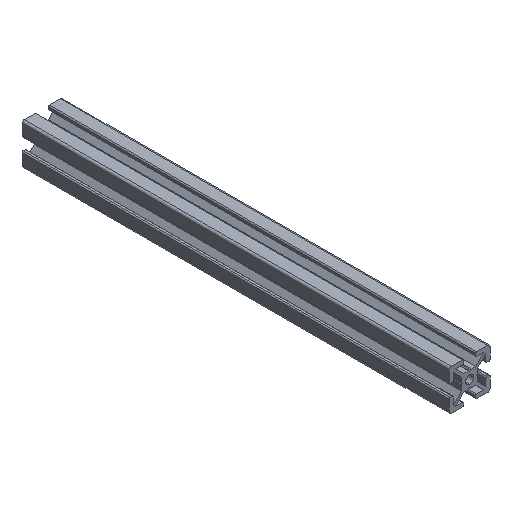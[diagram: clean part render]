
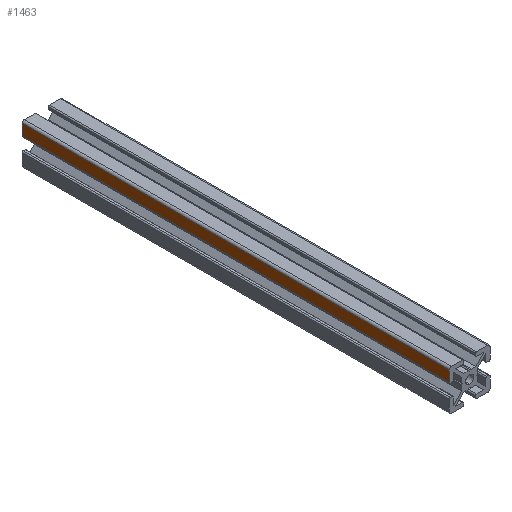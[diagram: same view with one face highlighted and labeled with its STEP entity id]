
A CAD part, isometric view. The second image highlights one B-rep face of the part: STEP entity #1463.
In plain terms, the highlighted planar face has unit normal (-1, 0, 0).
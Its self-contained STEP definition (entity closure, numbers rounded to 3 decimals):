
#88 = LINE ( 'NONE', #719, #2180 ) ;
#176 = CARTESIAN_POINT ( 'NONE',  ( 0., 0., 0. ) ) ;
#216 = AXIS2_PLACEMENT_3D ( 'NONE', #924, #2412, #696 ) ;
#284 = LINE ( 'NONE', #1313, #1086 ) ;
#363 = ORIENTED_EDGE ( 'NONE', *, *, #1047, .T. ) ;
#364 = ORIENTED_EDGE ( 'NONE', *, *, #753, .T. ) ;
#675 = ORIENTED_EDGE ( 'NONE', *, *, #2123, .F. ) ;
#687 = DIRECTION ( 'NONE',  ( 0., 1., 0. ) ) ;
#696 = DIRECTION ( 'NONE',  ( 0., 0., 1. ) ) ;
#706 = FACE_OUTER_BOUND ( 'NONE', #1618, .T. ) ;
#719 = CARTESIAN_POINT ( 'NONE',  ( 0., 210., -1. ) ) ;
#753 = EDGE_CURVE ( 'NONE', #1632, #1504, #284, .T. ) ;
#850 = VERTEX_POINT ( 'NONE', #2627 ) ;
#924 = CARTESIAN_POINT ( 'NONE',  ( 0., 210., 0. ) ) ;
#1047 = EDGE_CURVE ( 'NONE', #1127, #1632, #2599, .T. ) ;
#1077 = EDGE_CURVE ( 'NONE', #850, #1127, #88, .T. ) ;
#1086 = VECTOR ( 'NONE', #2158, 1000. ) ;
#1109 = PLANE ( 'NONE',  #216 ) ;
#1127 = VERTEX_POINT ( 'NONE', #2204 ) ;
#1219 = LINE ( 'NONE', #176, #2643 ) ;
#1260 = DIRECTION ( 'NONE',  ( 0., 0., -1. ) ) ;
#1313 = CARTESIAN_POINT ( 'NONE',  ( 0., 210., -6.5 ) ) ;
#1318 = CARTESIAN_POINT ( 'NONE',  ( 0., 210., 0. ) ) ;
#1463 = ADVANCED_FACE ( 'NONE', ( #706 ), #1109, .T. ) ;
#1504 = VERTEX_POINT ( 'NONE', #1714 ) ;
#1618 = EDGE_LOOP ( 'NONE', ( #363, #364, #675, #2013 ) ) ;
#1632 = VERTEX_POINT ( 'NONE', #2701 ) ;
#1714 = CARTESIAN_POINT ( 'NONE',  ( 0., 0., -6.5 ) ) ;
#1762 = DIRECTION ( 'NONE',  ( 0., 0., -1. ) ) ;
#2013 = ORIENTED_EDGE ( 'NONE', *, *, #1077, .T. ) ;
#2123 = EDGE_CURVE ( 'NONE', #850, #1504, #1219, .T. ) ;
#2139 = VECTOR ( 'NONE', #1762, 1000. ) ;
#2158 = DIRECTION ( 'NONE',  ( 0., -1., 0. ) ) ;
#2180 = VECTOR ( 'NONE', #687, 1000. ) ;
#2204 = CARTESIAN_POINT ( 'NONE',  ( 0., 210., -1. ) ) ;
#2412 = DIRECTION ( 'NONE',  ( -1., 0., 0. ) ) ;
#2599 = LINE ( 'NONE', #1318, #2139 ) ;
#2627 = CARTESIAN_POINT ( 'NONE',  ( 0., 0., -1. ) ) ;
#2643 = VECTOR ( 'NONE', #1260, 1000. ) ;
#2701 = CARTESIAN_POINT ( 'NONE',  ( 0., 210., -6.5 ) ) ;
